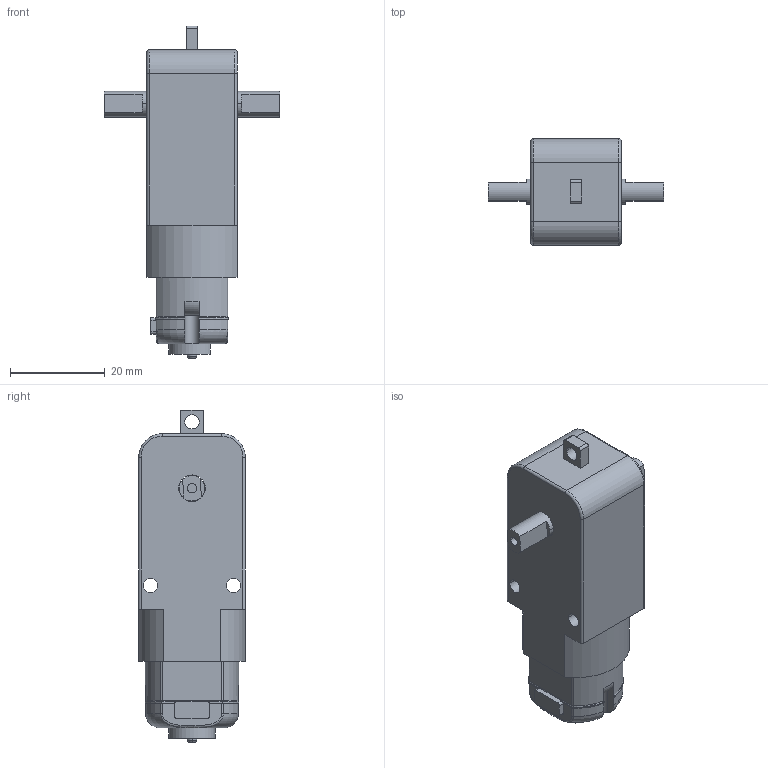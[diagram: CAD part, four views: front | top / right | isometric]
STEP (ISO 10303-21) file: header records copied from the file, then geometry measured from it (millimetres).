
FILE_DESCRIPTION (( 'STEP AP203' ), '1' );
FILE_NAME ('DC Motor Gearbox.STEP', '2019-04-08T13:56:07', ( '' ), ( '' ), 'SwSTEP 2.0', 'SolidWorks 2018', '' );
FILE_SCHEMA (( 'CONFIG_CONTROL_DESIGN' ));
Length unit declared in the file: millimetre
Products named in the file (4): motor; output shaft; DC Motor Gearbox; Gearbox
Assembly tree (3 placements, depth 2):
  DC Motor Gearbox
    Gearbox
    output shaft
    motor
Bounding box: 37 x 22.5 x 70 mm (x, y, z)
Volume: 23112.7 mm3; surface area: 8851.5 mm2
Topology: 3 solids, 3 shells, 149 faces, 372 edges, 238 vertices
Faces by surface type: cylinder 63, plane 59, torus 19, bspline 8
Entity records: 5749 total; most frequent: CARTESIAN_POINT 1748, DIRECTION 777, ORIENTED_EDGE 744, EDGE_CURVE 372, AXIS2_PLACEMENT_3D 307, VERTEX_POINT 238, EDGE_LOOP 166, VECTOR 163
